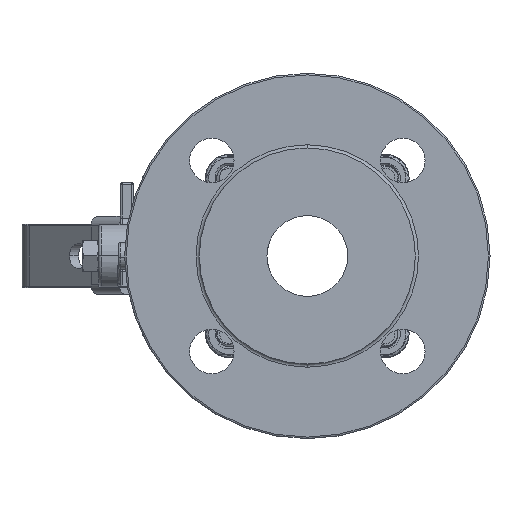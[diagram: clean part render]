
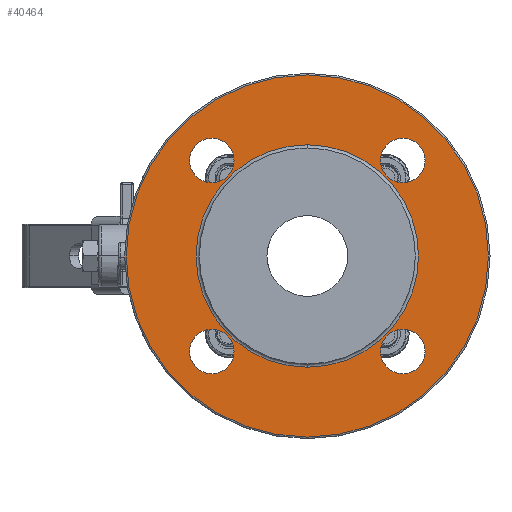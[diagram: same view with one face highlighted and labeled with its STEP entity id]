
A CAD part, left-side view. The second image highlights one B-rep face of the part: STEP entity #40464.
In plain terms, the highlighted face is planar.
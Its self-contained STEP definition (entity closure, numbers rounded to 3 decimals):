
#1111 = DIRECTION ( 'NONE',  ( 1., 0., 0. ) ) ;
#1578 = CIRCLE ( 'NONE', #33498, 7. ) ;
#2119 = CARTESIAN_POINT ( 'NONE',  ( 0., 57.5, -48.3 ) ) ;
#2127 = CIRCLE ( 'NONE', #21637, 35. ) ;
#2227 = CARTESIAN_POINT ( 'NONE',  ( -30.052, 30.052, -48.3 ) ) ;
#2847 = DIRECTION ( 'NONE',  ( 0., 0., 1. ) ) ;
#3140 = CIRCLE ( 'NONE', #38758, 7. ) ;
#3298 = CARTESIAN_POINT ( 'NONE',  ( 37.052, 30.052, -48.3 ) ) ;
#3641 = CARTESIAN_POINT ( 'NONE',  ( 0., 0., -48.3 ) ) ;
#3669 = ORIENTED_EDGE ( 'NONE', *, *, #24239, .T. ) ;
#4554 = CARTESIAN_POINT ( 'NONE',  ( 0., 0., -48.3 ) ) ;
#4650 = DIRECTION ( 'NONE',  ( 0., 0., -1. ) ) ;
#4866 = VERTEX_POINT ( 'NONE', #26798 ) ;
#5091 = AXIS2_PLACEMENT_3D ( 'NONE', #47035, #16386, #52094 ) ;
#5308 = CARTESIAN_POINT ( 'NONE',  ( 23.052, 30.052, -48.3 ) ) ;
#5422 = ORIENTED_EDGE ( 'NONE', *, *, #23534, .T. ) ;
#5831 = AXIS2_PLACEMENT_3D ( 'NONE', #55974, #25366, #61086 ) ;
#6662 = EDGE_LOOP ( 'NONE', ( #7733, #11728 ) ) ;
#7037 = ORIENTED_EDGE ( 'NONE', *, *, #11892, .T. ) ;
#7325 = DIRECTION ( 'NONE',  ( 1., 0., 0. ) ) ;
#7424 = DIRECTION ( 'NONE',  ( 1., 0., 0. ) ) ;
#7733 = ORIENTED_EDGE ( 'NONE', *, *, #61606, .T. ) ;
#7791 = CARTESIAN_POINT ( 'NONE',  ( 23.052, -30.052, -48.3 ) ) ;
#8826 = DIRECTION ( 'NONE',  ( 1., 0., 0. ) ) ;
#9480 = ORIENTED_EDGE ( 'NONE', *, *, #61694, .T. ) ;
#9733 = DIRECTION ( 'NONE',  ( 1., 0., 0. ) ) ;
#10962 = ORIENTED_EDGE ( 'NONE', *, *, #45579, .T. ) ;
#11146 = VERTEX_POINT ( 'NONE', #60790 ) ;
#11248 = VERTEX_POINT ( 'NONE', #62347 ) ;
#11320 = FACE_BOUND ( 'NONE', #48942, .T. ) ;
#11728 = ORIENTED_EDGE ( 'NONE', *, *, #40945, .T. ) ;
#11892 = EDGE_CURVE ( 'NONE', #32507, #50810, #2127, .T. ) ;
#14056 = CARTESIAN_POINT ( 'NONE',  ( 30.052, 30.052, -48.3 ) ) ;
#14533 = EDGE_CURVE ( 'NONE', #11248, #23878, #63559, .T. ) ;
#14974 = ORIENTED_EDGE ( 'NONE', *, *, #14533, .T. ) ;
#15267 = CARTESIAN_POINT ( 'NONE',  ( 30.052, 30.052, -48.3 ) ) ;
#16100 = CIRCLE ( 'NONE', #5091, 35. ) ;
#16386 = DIRECTION ( 'NONE',  ( 0., 0., 1. ) ) ;
#16596 = VERTEX_POINT ( 'NONE', #3298 ) ;
#17545 = CARTESIAN_POINT ( 'NONE',  ( 57., 0., -48.3 ) ) ;
#18923 = ORIENTED_EDGE ( 'NONE', *, *, #56045, .T. ) ;
#19213 = DIRECTION ( 'NONE',  ( 1., 0., 0. ) ) ;
#20437 = DIRECTION ( 'NONE',  ( 1., 0., 0. ) ) ;
#21637 = AXIS2_PLACEMENT_3D ( 'NONE', #4554, #40348, #9733 ) ;
#21908 = AXIS2_PLACEMENT_3D ( 'NONE', #23133, #58908, #28271 ) ;
#23133 = CARTESIAN_POINT ( 'NONE',  ( 30.052, -30.052, -48.3 ) ) ;
#23226 = EDGE_CURVE ( 'NONE', #4866, #61653, #38446, .T. ) ;
#23255 = CIRCLE ( 'NONE', #42473, 57. ) ;
#23534 = EDGE_CURVE ( 'NONE', #61653, #4866, #1578, .T. ) ;
#23878 = VERTEX_POINT ( 'NONE', #55901 ) ;
#24239 = EDGE_CURVE ( 'NONE', #51834, #16596, #3140, .T. ) ;
#24927 = FACE_BOUND ( 'NONE', #65535, .T. ) ;
#25366 = DIRECTION ( 'NONE',  ( 0., 0., 1. ) ) ;
#26188 = VERTEX_POINT ( 'NONE', #35217 ) ;
#26475 = CIRCLE ( 'NONE', #21908, 7. ) ;
#26715 = EDGE_LOOP ( 'NONE', ( #5422, #29429 ) ) ;
#26798 = CARTESIAN_POINT ( 'NONE',  ( -37.052, 30.052, -48.3 ) ) ;
#28271 = DIRECTION ( 'NONE',  ( 1., 0., 0. ) ) ;
#29429 = ORIENTED_EDGE ( 'NONE', *, *, #23226, .T. ) ;
#30266 = DIRECTION ( 'NONE',  ( 0., 0., 1. ) ) ;
#30783 = VERTEX_POINT ( 'NONE', #7791 ) ;
#31768 = DIRECTION ( 'NONE',  ( 0., 0., 1. ) ) ;
#31836 = ORIENTED_EDGE ( 'NONE', *, *, #34652, .T. ) ;
#32507 = VERTEX_POINT ( 'NONE', #53182 ) ;
#33457 = CARTESIAN_POINT ( 'NONE',  ( 30.052, -30.052, -48.3 ) ) ;
#33498 = AXIS2_PLACEMENT_3D ( 'NONE', #2227, #38036, #7424 ) ;
#34652 = EDGE_CURVE ( 'NONE', #50810, #32507, #16100, .T. ) ;
#35217 = CARTESIAN_POINT ( 'NONE',  ( -57., 0., -48.3 ) ) ;
#35245 = CARTESIAN_POINT ( 'NONE',  ( 35., 0., -48.3 ) ) ;
#35269 = CARTESIAN_POINT ( 'NONE',  ( 0., 0., -48.3 ) ) ;
#37919 = DIRECTION ( 'NONE',  ( 0., 0., 1. ) ) ;
#38036 = DIRECTION ( 'NONE',  ( 0., 0., 1. ) ) ;
#38446 = CIRCLE ( 'NONE', #65670, 7. ) ;
#38642 = DIRECTION ( 'NONE',  ( 1., 0., 0. ) ) ;
#38758 = AXIS2_PLACEMENT_3D ( 'NONE', #14056, #49790, #19213 ) ;
#39438 = DIRECTION ( 'NONE',  ( 0., 0., -1. ) ) ;
#40112 = FACE_OUTER_BOUND ( 'NONE', #64448, .T. ) ;
#40122 = AXIS2_PLACEMENT_3D ( 'NONE', #15267, #51007, #20437 ) ;
#40275 = EDGE_CURVE ( 'NONE', #52483, #26188, #58508, .T. ) ;
#40348 = DIRECTION ( 'NONE',  ( 0., 0., 1. ) ) ;
#40463 = DIRECTION ( 'NONE',  ( 1., 0., 0. ) ) ;
#40464 = ADVANCED_FACE ( 'NONE', ( #40112, #11320, #65693, #24927, #64073, #50459 ), #47822, .F. ) ;
#40945 = EDGE_CURVE ( 'NONE', #30783, #11146, #63224, .T. ) ;
#42121 = CIRCLE ( 'NONE', #59008, 7. ) ;
#42473 = AXIS2_PLACEMENT_3D ( 'NONE', #3641, #39438, #8826 ) ;
#45579 = EDGE_CURVE ( 'NONE', #23878, #11248, #42121, .T. ) ;
#45743 = EDGE_LOOP ( 'NONE', ( #18923, #3669 ) ) ;
#47035 = CARTESIAN_POINT ( 'NONE',  ( 0., 0., -48.3 ) ) ;
#47822 = PLANE ( 'NONE',  #62307 ) ;
#48942 = EDGE_LOOP ( 'NONE', ( #31836, #7037 ) ) ;
#49790 = DIRECTION ( 'NONE',  ( 0., 0., 1. ) ) ;
#50459 = FACE_BOUND ( 'NONE', #45743, .T. ) ;
#50810 = VERTEX_POINT ( 'NONE', #35245 ) ;
#51007 = DIRECTION ( 'NONE',  ( 0., 0., 1. ) ) ;
#51834 = VERTEX_POINT ( 'NONE', #5308 ) ;
#52094 = DIRECTION ( 'NONE',  ( 1., 0., 0. ) ) ;
#52483 = VERTEX_POINT ( 'NONE', #17545 ) ;
#53182 = CARTESIAN_POINT ( 'NONE',  ( -35., 0., -48.3 ) ) ;
#54416 = CARTESIAN_POINT ( 'NONE',  ( -23.052, 30.052, -48.3 ) ) ;
#55901 = CARTESIAN_POINT ( 'NONE',  ( -37.052, -30.052, -48.3 ) ) ;
#55974 = CARTESIAN_POINT ( 'NONE',  ( -30.052, -30.052, -48.3 ) ) ;
#56045 = EDGE_CURVE ( 'NONE', #16596, #51834, #58062, .T. ) ;
#57614 = AXIS2_PLACEMENT_3D ( 'NONE', #33457, #2847, #38642 ) ;
#58062 = CIRCLE ( 'NONE', #40122, 7. ) ;
#58508 = CIRCLE ( 'NONE', #60154, 57. ) ;
#58908 = DIRECTION ( 'NONE',  ( 0., 0., 1. ) ) ;
#59008 = AXIS2_PLACEMENT_3D ( 'NONE', #62402, #31768, #1111 ) ;
#60154 = AXIS2_PLACEMENT_3D ( 'NONE', #35269, #4650, #40463 ) ;
#60790 = CARTESIAN_POINT ( 'NONE',  ( 37.052, -30.052, -48.3 ) ) ;
#60878 = CARTESIAN_POINT ( 'NONE',  ( -30.052, 30.052, -48.3 ) ) ;
#61086 = DIRECTION ( 'NONE',  ( 1., 0., 0. ) ) ;
#61606 = EDGE_CURVE ( 'NONE', #11146, #30783, #26475, .T. ) ;
#61653 = VERTEX_POINT ( 'NONE', #54416 ) ;
#61694 = EDGE_CURVE ( 'NONE', #26188, #52483, #23255, .T. ) ;
#62307 = AXIS2_PLACEMENT_3D ( 'NONE', #2119, #37919, #7325 ) ;
#62347 = CARTESIAN_POINT ( 'NONE',  ( -23.052, -30.052, -48.3 ) ) ;
#62402 = CARTESIAN_POINT ( 'NONE',  ( -30.052, -30.052, -48.3 ) ) ;
#63224 = CIRCLE ( 'NONE', #57614, 7. ) ;
#63559 = CIRCLE ( 'NONE', #5831, 7. ) ;
#63841 = ORIENTED_EDGE ( 'NONE', *, *, #40275, .T. ) ;
#64073 = FACE_BOUND ( 'NONE', #6662, .T. ) ;
#64448 = EDGE_LOOP ( 'NONE', ( #63841, #9480 ) ) ;
#65535 = EDGE_LOOP ( 'NONE', ( #14974, #10962 ) ) ;
#65670 = AXIS2_PLACEMENT_3D ( 'NONE', #60878, #30266, #66039 ) ;
#65693 = FACE_BOUND ( 'NONE', #26715, .T. ) ;
#66039 = DIRECTION ( 'NONE',  ( 1., 0., 0. ) ) ;
